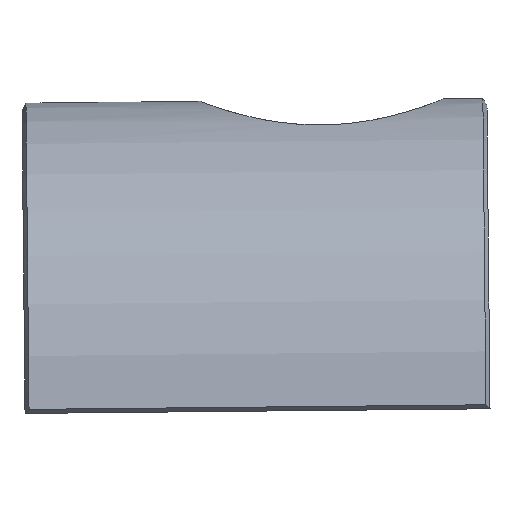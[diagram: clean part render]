
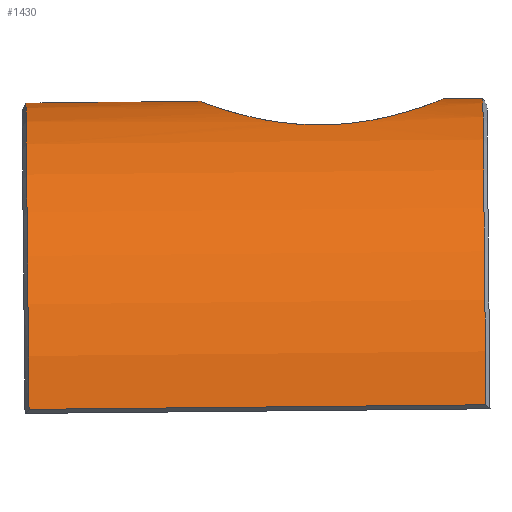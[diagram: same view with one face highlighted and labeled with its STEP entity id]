
A CAD part, front view. The second image highlights one B-rep face of the part: STEP entity #1430.
In plain terms, the highlighted cylindrical face has radius 2000 mm (diameter 4000 mm), a partial arc.
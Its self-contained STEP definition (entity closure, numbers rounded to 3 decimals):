
#130=CARTESIAN_POINT('',(-1999.819,1472.019,
26.877));
#140=VERTEX_POINT('',#130);
#350=CARTESIAN_POINT('',(1999.819,1472.019,
26.877));
#360=VERTEX_POINT('',#350);
#390=CARTESIAN_POINT('',(0.,1472.019,
0.));
#400=DIRECTION('',(0.,1.,0.));
#410=DIRECTION('',(-1.,0.,
0.013));
#420=AXIS2_PLACEMENT_3D('',#390,#400,#410);
#430=CIRCLE('',#420,2000.);
#440=EDGE_CURVE('',#140,#360,#430,.T.);
#560=CARTESIAN_POINT('',(0.,-1498.,
0.));
#570=DIRECTION('',(0.,-1.,0.));
#580=DIRECTION('',(0.,0.,1.));
#590=AXIS2_PLACEMENT_3D('',#560,#570,#580);
#600=CYLINDRICAL_SURFACE('',#590,2000.);
#610=CARTESIAN_POINT('',(-1999.819,1472.019,
26.877));
#620=DIRECTION('',(0.,-1.,0.));
#630=VECTOR('',#620,1.);
#640=LINE('',#610,#630);
#650=CARTESIAN_POINT('',(-1999.819,-1472.019,
26.877));
#660=VERTEX_POINT('',#650);
#670=EDGE_CURVE('',#140,#660,#640,.T.);
#680=ORIENTED_EDGE('',*,*,#670,.T.);
#690=ORIENTED_EDGE('',*,*,#440,.F.);
#700=CARTESIAN_POINT('',(1999.819,-1472.019,
26.877));
#710=DIRECTION('',(0.,1.,0.));
#720=VECTOR('',#710,1.);
#730=LINE('',#700,#720);
#740=CARTESIAN_POINT('',(1999.819,-1472.019,
26.877));
#750=VERTEX_POINT('',#740);
#760=EDGE_CURVE('',#750,#360,#730,.T.);
#770=ORIENTED_EDGE('',*,*,#760,.T.);
#780=CARTESIAN_POINT('',(0.,-1472.019,
0.));
#790=DIRECTION('',(0.,-1.,0.));
#800=DIRECTION('',(0.,0.,1.));
#810=AXIS2_PLACEMENT_3D('',#780,#790,#800);
#820=CIRCLE('',#810,2000.);
#830=EDGE_CURVE('',#750,#660,#820,.T.);
#840=ORIENTED_EDGE('',*,*,#830,.F.);
#850=EDGE_LOOP('',(#840,#770,#690,#680));
#860=FACE_OUTER_BOUND('',#850,.T.);
#870=CARTESIAN_POINT('',(0.,1217.972,2000.));
#880=CARTESIAN_POINT('',(-40.283,1217.972,2000.));
#890=CARTESIAN_POINT('',(-122.303,1211.679,
1997.535));
#900=CARTESIAN_POINT('',(-246.093,1181.983,
1986.121));
#910=CARTESIAN_POINT('',(-368.206,1129.783,
1966.999));
#920=CARTESIAN_POINT('',(-477.318,1059.707,
1943.195));
#930=CARTESIAN_POINT('',(-576.322,969.625,
1915.941));
#940=CARTESIAN_POINT('',(-656.717,866.869,
1889.609));
#950=CARTESIAN_POINT('',(-719.868,750.758,
1866.241));
#960=CARTESIAN_POINT('',(-762.136,628.035,
1849.193));
#970=CARTESIAN_POINT('',(-783.823,498.978,
1840.011));
#980=CARTESIAN_POINT('',(-784.021,370.154,
1839.926));
#990=CARTESIAN_POINT('',(-762.786,241.553,
1848.921));
#1000=CARTESIAN_POINT('',(-721.371,119.988,
1865.651));
#1010=CARTESIAN_POINT('',(-659.175,4.601,
1888.739));
#1020=CARTESIAN_POINT('',(-579.903,-97.513,
1914.841));
#1030=CARTESIAN_POINT('',(-481.846,-187.507,
1942.068));
#1040=CARTESIAN_POINT('',(-373.223,-257.873,
1966.034));
#1050=CARTESIAN_POINT('',(-251.79,-310.576,
1985.427));
#1060=CARTESIAN_POINT('',(-125.373,-341.555,
1997.412));
#1070=CARTESIAN_POINT('',(-41.42,-348.106,
2000.));
#1080=CARTESIAN_POINT('',(0.,-348.106,
2000.));
#1090=B_SPLINE_CURVE_WITH_KNOTS('',3,(#870,#880,#890,#900,#910,#920,#930
,#940,#950,#960,#970,#980,#990,#1000,#1010,#1020,#1030,#1040,#1050,#1060
,#1070,#1080),.UNSPECIFIED.,.F.,.F.,(4,1,1,1,1,1,1,1,1,1,1,1,1,1,1,1,1,1
,1,4),(0.,0.053,0.105,0.158,
0.211,0.263,0.316,0.368,
0.421,0.474,0.526,0.579,
0.632,0.684,0.737,0.789,
0.842,0.895,0.947,1.),.UNSPECIFIED.)
;
#1100=CARTESIAN_POINT('',(0.,1217.972,2000.));
#1110=VERTEX_POINT('',#1100);
#1120=CARTESIAN_POINT('',(0.,-348.106,
2000.));
#1130=VERTEX_POINT('',#1120);
#1140=EDGE_CURVE('',#1110,#1130,#1090,.T.);
#1150=ORIENTED_EDGE('',*,*,#1140,.F.);
#1160=CARTESIAN_POINT('',(0.,-348.106,
2000.));
#1170=CARTESIAN_POINT('',(40.924,-348.106,
2000.));
#1180=CARTESIAN_POINT('',(124.285,-341.792,
1997.503));
#1190=CARTESIAN_POINT('',(252.504,-310.364,
1985.35));
#1200=CARTESIAN_POINT('',(373.646,-257.744,
1965.975));
#1210=CARTESIAN_POINT('',(484.51,-185.512,
1941.422));
#1220=CARTESIAN_POINT('',(581.699,-95.625,
1914.293));
#1230=CARTESIAN_POINT('',(662.066,8.947,
1887.733));
#1240=CARTESIAN_POINT('',(723.134,124.059,
1864.956));
#1250=CARTESIAN_POINT('',(764.231,247.25,
1848.322));
#1260=CARTESIAN_POINT('',(784.365,375.134,
1839.777));
#1270=CARTESIAN_POINT('',(783.346,503.498,
1840.215));
#1280=CARTESIAN_POINT('',(761.521,630.099,
1849.45));
#1290=CARTESIAN_POINT('',(719.286,751.706,
1866.45));
#1300=CARTESIAN_POINT('',(658.071,864.613,
1889.125));
#1310=CARTESIAN_POINT('',(578.159,967.522,
1915.357));
#1320=CARTESIAN_POINT('',(481.483,1056.45,
1942.155));
#1330=CARTESIAN_POINT('',(371.702,1127.935,
1966.336));
#1340=CARTESIAN_POINT('',(250.572,1180.541,
1985.578));
#1350=CARTESIAN_POINT('',(123.903,1211.592,
1997.498));
#1360=CARTESIAN_POINT('',(40.836,1217.972,2000.));
#1370=CARTESIAN_POINT('',(0.,1217.972,2000.));
#1380=B_SPLINE_CURVE_WITH_KNOTS('',3,(#1160,#1170,#1180,#1190,#1200,
#1210,#1220,#1230,#1240,#1250,#1260,#1270,#1280,#1290,#1300,#1310,#1320,
#1330,#1340,#1350,#1360,#1370),.UNSPECIFIED.,.F.,.F.,(4,1,1,1,1,1,1,1,1,
1,1,1,1,1,1,1,1,1,1,4),(0.,0.053,0.105,
0.158,0.211,0.263,0.316,
0.368,0.421,0.474,0.526,
0.579,0.632,0.684,0.737,
0.789,0.842,0.895,0.947,
1.),.UNSPECIFIED.);
#1390=EDGE_CURVE('',#1130,#1110,#1380,.T.);
#1400=ORIENTED_EDGE('',*,*,#1390,.F.);
#1410=EDGE_LOOP('',(#1400,#1150));
#1420=FACE_BOUND('',#1410,.T.);
#1430=ADVANCED_FACE('',(#860,#1420),#600,.T.);
